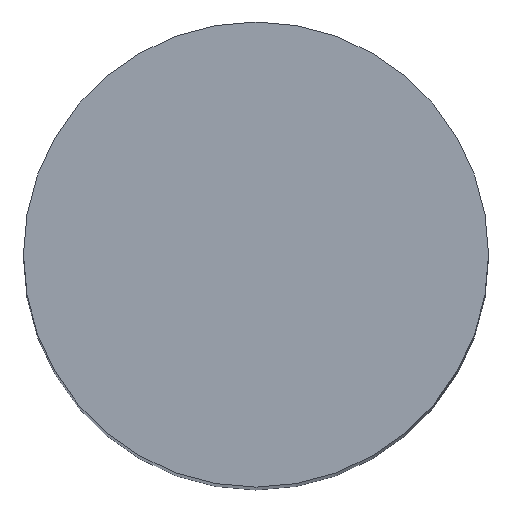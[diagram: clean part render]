
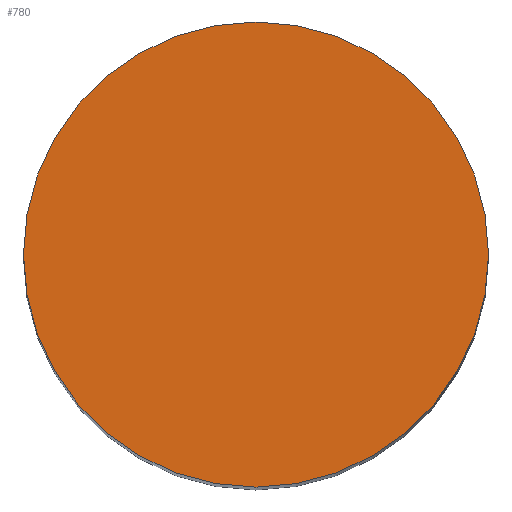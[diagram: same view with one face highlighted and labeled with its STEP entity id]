
A CAD part, top view. The second image highlights one B-rep face of the part: STEP entity #780.
In plain terms, the highlighted face is planar.
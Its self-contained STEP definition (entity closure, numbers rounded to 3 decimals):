
#100=CARTESIAN_POINT('',(8.959,32.785,0.));
#110=VERTEX_POINT('',#100);
#160=CARTESIAN_POINT('',(5.459,32.785,0.));
#170=DIRECTION('',(0.,1.,0.));
#180=DIRECTION('',(-1.,0.,0.));
#190=AXIS2_PLACEMENT_3D('',#160,#170,#180);
#200=CIRCLE('',#190,3.5);
#210=CARTESIAN_POINT('',(1.959,32.785,0.));
#220=VERTEX_POINT('',#210);
#230=EDGE_CURVE('',#110,#220,#200,.T.);
#680=CARTESIAN_POINT('',(3.709,32.785,0.));
#690=DIRECTION('',(-0.,-1.,-0.));
#700=DIRECTION('',(-1.,0.,0.));
#710=AXIS2_PLACEMENT_3D('',#680,#690,#700);
#720=PLANE('',#710);
#730=EDGE_CURVE('',#220,#110,#200,.T.);
#740=ORIENTED_EDGE('',*,*,#730,.T.);
#750=ORIENTED_EDGE('',*,*,#230,.T.);
#760=EDGE_LOOP('',(#750,#740));
#770=FACE_OUTER_BOUND('',#760,.T.);
#780=ADVANCED_FACE('',(#770),#720,.F.);
